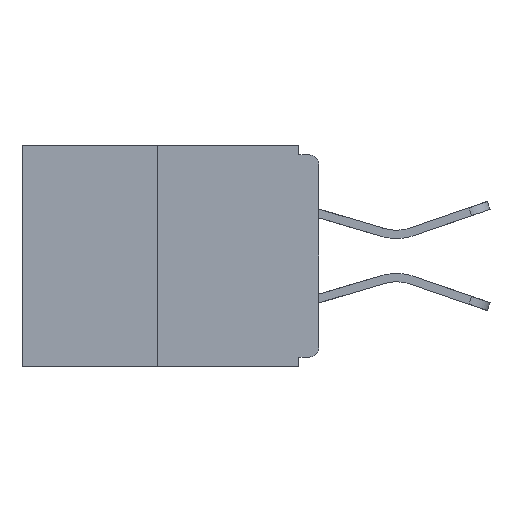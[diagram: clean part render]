
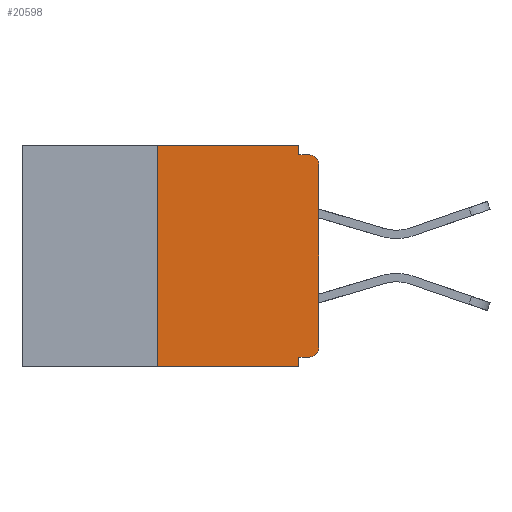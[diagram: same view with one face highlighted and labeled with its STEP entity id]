
A CAD part, left-side view. The second image highlights one B-rep face of the part: STEP entity #20598.
In plain terms, the highlighted planar face has unit normal (-1, 0, 0).
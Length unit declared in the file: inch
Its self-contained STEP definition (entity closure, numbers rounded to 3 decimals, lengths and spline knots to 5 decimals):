
#488 = VERTEX_POINT ( 'NONE', #18955 ) ;
#916 = ORIENTED_EDGE ( 'NONE', *, *, #12582, .F. ) ;
#923 = CARTESIAN_POINT ( 'NONE',  ( 0., 0.25, 0. ) ) ;
#940 = DIRECTION ( 'NONE',  ( 0., 0., -1. ) ) ;
#1425 = AXIS2_PLACEMENT_3D ( 'NONE', #5839, #7623, #20009 ) ;
#1500 = LINE ( 'NONE', #10052, #9840 ) ;
#1823 = LINE ( 'NONE', #5908, #6050 ) ;
#1829 = LINE ( 'NONE', #16624, #22411 ) ;
#1842 = VERTEX_POINT ( 'NONE', #21134 ) ;
#1972 = FACE_OUTER_BOUND ( 'NONE', #6278, .T. ) ;
#2072 = ORIENTED_EDGE ( 'NONE', *, *, #4712, .F. ) ;
#2206 = VERTEX_POINT ( 'NONE', #21941 ) ;
#2252 = CARTESIAN_POINT ( 'NONE',  ( 0., 0.25, -0.343 ) ) ;
#2738 = DIRECTION ( 'NONE',  ( -1., 0., 0. ) ) ;
#3106 = DIRECTION ( 'NONE',  ( -1., 0., 0. ) ) ;
#3898 = AXIS2_PLACEMENT_3D ( 'NONE', #15592, #3106, #15519 ) ;
#4022 = PLANE ( 'NONE',  #1425 ) ;
#4182 = ORIENTED_EDGE ( 'NONE', *, *, #13782, .T. ) ;
#4466 = CARTESIAN_POINT ( 'NONE',  ( 0., 0.015, -0.313 ) ) ;
#4579 = VECTOR ( 'NONE', #13634, 39.37008 ) ;
#4712 = EDGE_CURVE ( 'NONE', #4762, #1842, #1823, .T. ) ;
#4762 = VERTEX_POINT ( 'NONE', #13535 ) ;
#5636 = CARTESIAN_POINT ( 'NONE',  ( 0., 0.031, -0.328 ) ) ;
#5839 = CARTESIAN_POINT ( 'NONE',  ( 0., 0.46, 0. ) ) ;
#5908 = CARTESIAN_POINT ( 'NONE',  ( 0., 0.031, 0. ) ) ;
#6050 = VECTOR ( 'NONE', #21783, 39.37008 ) ;
#6253 = ORIENTED_EDGE ( 'NONE', *, *, #9367, .T. ) ;
#6278 = EDGE_LOOP ( 'NONE', ( #18161, #14116, #6732, #16605, #12133, #13643, #4182, #6253, #916, #2072 ) ) ;
#6340 = VERTEX_POINT ( 'NONE', #2252 ) ;
#6732 = ORIENTED_EDGE ( 'NONE', *, *, #13689, .T. ) ;
#7623 = DIRECTION ( 'NONE',  ( 1., 0., 0. ) ) ;
#8148 = CARTESIAN_POINT ( 'NONE',  ( 0., 0.015, -0.328 ) ) ;
#8156 = DIRECTION ( 'NONE',  ( 0., 0., 1. ) ) ;
#8433 = VERTEX_POINT ( 'NONE', #8148 ) ;
#8825 = CIRCLE ( 'NONE', #9854, 0.015 ) ;
#8828 = VERTEX_POINT ( 'NONE', #17309 ) ;
#8889 = VECTOR ( 'NONE', #19905, 39.37008 ) ;
#9367 = EDGE_CURVE ( 'NONE', #488, #2206, #14513, .T. ) ;
#9516 = LINE ( 'NONE', #923, #15610 ) ;
#9840 = VECTOR ( 'NONE', #8156, 39.37008 ) ;
#9854 = AXIS2_PLACEMENT_3D ( 'NONE', #4466, #2738, #940 ) ;
#10018 = DIRECTION ( 'NONE',  ( 0., 0., -1. ) ) ;
#10052 = CARTESIAN_POINT ( 'NONE',  ( 0., 0., 0. ) ) ;
#11022 = EDGE_CURVE ( 'NONE', #18772, #4762, #14151, .T. ) ;
#11085 = EDGE_CURVE ( 'NONE', #8433, #11406, #13605, .T. ) ;
#11406 = VERTEX_POINT ( 'NONE', #5636 ) ;
#11832 = LINE ( 'NONE', #22452, #19323 ) ;
#12049 = EDGE_CURVE ( 'NONE', #8433, #14006, #8825, .T. ) ;
#12133 = ORIENTED_EDGE ( 'NONE', *, *, #11085, .F. ) ;
#12582 = EDGE_CURVE ( 'NONE', #1842, #2206, #1829, .T. ) ;
#13535 = CARTESIAN_POINT ( 'NONE',  ( 0., 0.031, 0. ) ) ;
#13605 = LINE ( 'NONE', #14386, #8889 ) ;
#13634 = DIRECTION ( 'NONE',  ( 0., -1., 0. ) ) ;
#13643 = ORIENTED_EDGE ( 'NONE', *, *, #12049, .T. ) ;
#13689 = EDGE_CURVE ( 'NONE', #6340, #8828, #16522, .T. ) ;
#13782 = EDGE_CURVE ( 'NONE', #14006, #488, #1500, .T. ) ;
#14006 = VERTEX_POINT ( 'NONE', #15942 ) ;
#14116 = ORIENTED_EDGE ( 'NONE', *, *, #15042, .F. ) ;
#14151 = LINE ( 'NONE', #17415, #14732 ) ;
#14386 = CARTESIAN_POINT ( 'NONE',  ( 0., 0., -0.328 ) ) ;
#14513 = CIRCLE ( 'NONE', #3898, 0.015 ) ;
#14597 = DIRECTION ( 'NONE',  ( 0., -1., 0. ) ) ;
#14732 = VECTOR ( 'NONE', #20988, 39.37008 ) ;
#15042 = EDGE_CURVE ( 'NONE', #6340, #18772, #9516, .T. ) ;
#15277 = CARTESIAN_POINT ( 'NONE',  ( 0., 0.46, -0.343 ) ) ;
#15519 = DIRECTION ( 'NONE',  ( 0., 0., -1. ) ) ;
#15592 = CARTESIAN_POINT ( 'NONE',  ( 0., 0.015, -0.03 ) ) ;
#15610 = VECTOR ( 'NONE', #17226, 39.37008 ) ;
#15942 = CARTESIAN_POINT ( 'NONE',  ( 0., 0., -0.313 ) ) ;
#16129 = CARTESIAN_POINT ( 'NONE',  ( 0., 0.25, 0. ) ) ;
#16522 = LINE ( 'NONE', #15277, #4579 ) ;
#16605 = ORIENTED_EDGE ( 'NONE', *, *, #18286, .F. ) ;
#16624 = CARTESIAN_POINT ( 'NONE',  ( 0., 0., -0.015 ) ) ;
#17226 = DIRECTION ( 'NONE',  ( 0., 0., 1. ) ) ;
#17309 = CARTESIAN_POINT ( 'NONE',  ( 0., 0.031, -0.343 ) ) ;
#17415 = CARTESIAN_POINT ( 'NONE',  ( 0., 0.46, 0. ) ) ;
#18161 = ORIENTED_EDGE ( 'NONE', *, *, #11022, .F. ) ;
#18286 = EDGE_CURVE ( 'NONE', #11406, #8828, #11832, .T. ) ;
#18772 = VERTEX_POINT ( 'NONE', #16129 ) ;
#18955 = CARTESIAN_POINT ( 'NONE',  ( 0., 0., -0.03 ) ) ;
#19323 = VECTOR ( 'NONE', #10018, 39.37008 ) ;
#19905 = DIRECTION ( 'NONE',  ( 0., 1., 0. ) ) ;
#20009 = DIRECTION ( 'NONE',  ( 0., 0., -1. ) ) ;
#20598 = ADVANCED_FACE ( 'NONE', ( #1972 ), #4022, .F. ) ;
#20988 = DIRECTION ( 'NONE',  ( 0., -1., 0. ) ) ;
#21134 = CARTESIAN_POINT ( 'NONE',  ( 0., 0.031, -0.015 ) ) ;
#21783 = DIRECTION ( 'NONE',  ( 0., 0., -1. ) ) ;
#21941 = CARTESIAN_POINT ( 'NONE',  ( 0., 0.015, -0.015 ) ) ;
#22411 = VECTOR ( 'NONE', #14597, 39.37008 ) ;
#22452 = CARTESIAN_POINT ( 'NONE',  ( 0., 0.031, -0.343 ) ) ;
